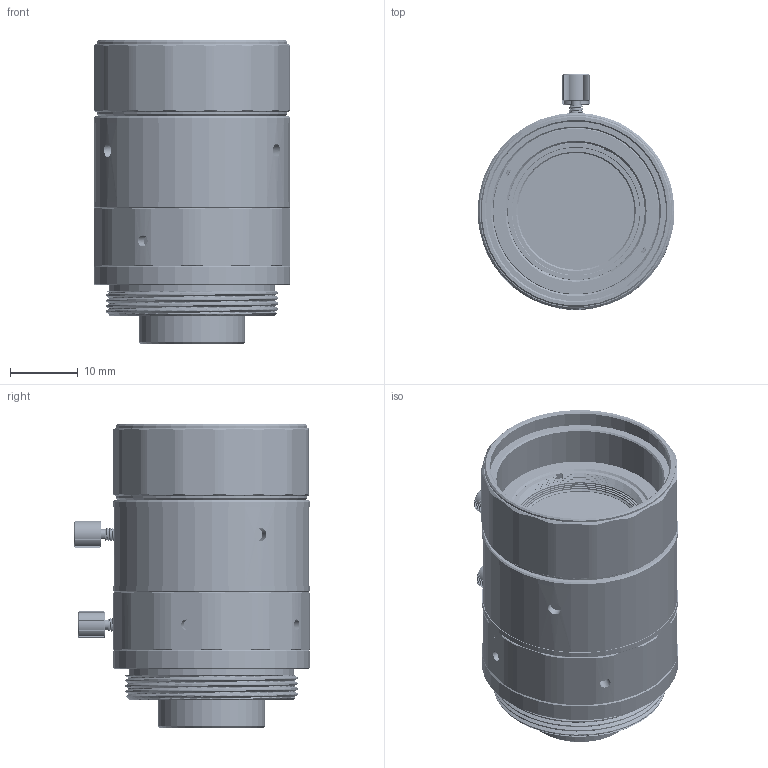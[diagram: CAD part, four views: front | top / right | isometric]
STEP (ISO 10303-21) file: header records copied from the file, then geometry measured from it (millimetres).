
FILE_DESCRIPTION (( 'STEP AP203' ), '1' );
FILE_NAME ('QM994312180軞蚾.STEP', '2021-05-19T07:21:03', ( '' ), ( '' ), 'SwSTEP 2.0', 'SolidWorks 2018', '' );
FILE_SCHEMA (( 'CONFIG_CONTROL_DESIGN' ));
Length unit declared in the file: millimetre
Products named in the file (32): QM901218G03; QM919011600; QM901218G06; QM910121809隔圈2; QM910121805ѹȦ1; QM919001604驱动环导钉; QM919001603; QM919012000; QM910121802嘐隅芠; QM984312181光圈组件; QM910121807ѹȦ3; QM994312180軞蚾; QM901218G07; QM901218G08; QM901218U05; QM910251811; QM901218G04; QM981218翋芠郪璃; QM910121804光圈底座; QM930006605; QM919001605眻輛絳砃隊; QM910121801翋芠; QM910161805; QM901218G01; QM919001602; QM910121803昜擒遠; QM910121808隔圈1; QM910121806ѹȦ2; QM901218G02; QM910251804; QM910121810隔圈3; QM901218G05
Assembly tree (43 placements, depth 3):
  QM994312180軞蚾
    QM984312181光圈组件
      QM910121804光圈底座
      QM910251811
      QM919011600
      QM930006605  x8
    QM910121802嘐隅芠
    QM910121803昜擒遠
    QM901218U05
      QM901218G05
      QM901218G06
    QM901218G07
    QM901218G08
    QM910121810隔圈3
    QM910121806ѹȦ2
    QM910121807ѹȦ3
    QM910251804
    QM910161805
    QM919001605眻輛絳砃隊
    QM919001604驱动环导钉
    QM919001603  x3
    QM919001602  x3
    QM919012000  x2
    QM981218翋芠郪璃
      QM910121801翋芠
      QM901218G04
      QM901218G03
      QM901218G02
      QM901218G01
      QM910121809隔圈2
      QM910121808隔圈1
      QM910121805ѹȦ1
Bounding box: 29 x 34.75 x 44.7 mm (x, y, z)
Volume: 18674.4 mm3; surface area: 28986.5 mm2
Topology: 56 solids, 56 shells, 2417 faces, 6104 edges, 3927 vertices
Faces by surface type: cylinder 987, plane 744, cone 457, torus 118, bspline 71, sphere 40
Entity records: 128269 total; most frequent: CARTESIAN_POINT 85340, ORIENTED_EDGE 8408, DIRECTION 7981, EDGE_CURVE 4204, AXIS2_PLACEMENT_3D 3262, VERTEX_POINT 2693, EDGE_LOOP 1835, ADVANCED_FACE 1666
